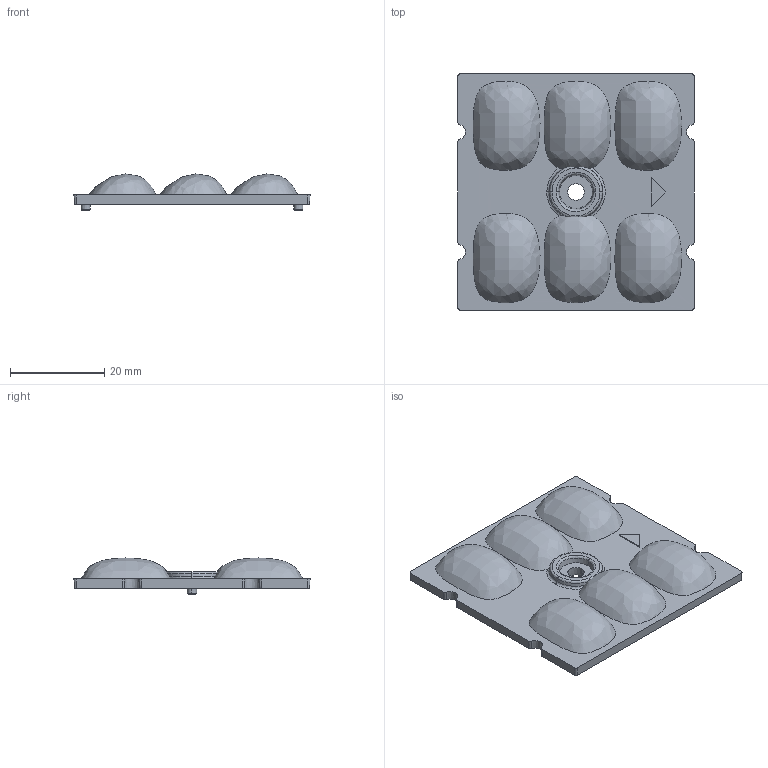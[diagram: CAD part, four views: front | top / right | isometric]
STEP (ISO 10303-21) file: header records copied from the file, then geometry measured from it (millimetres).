
FILE_DESCRIPTION (( 'STEP AP214' ), '1' );
FILE_NAME ('AMT-ST-50x50(6)-5050-T3M 襟.STEP', '2023-04-27T11:45:46', ( '' ), ( '' ), 'SwSTEP 2.0', 'SolidWorks 2019', '' );
FILE_SCHEMA (( 'AUTOMOTIVE_DESIGN' ));
Length unit declared in the file: millimetre
Products named in the file (1): AMT-ST-50x50(6)-5050-T3M 襟
Bounding box: 50 x 50 x 7.63 mm (x, y, z)
Volume: 8281.7 mm3; surface area: 6077.3 mm2
Topology: 1 solids, 1 shells, 112 faces, 289 edges, 200 vertices
Faces by surface type: plane 54, cone 37, bspline 21
Entity records: 13298 total; most frequent: CARTESIAN_POINT 10615, ORIENTED_EDGE 578, DIRECTION 494, EDGE_CURVE 289, VERTEX_POINT 200, AXIS2_PLACEMENT_3D 168, VECTOR 158, LINE 158
